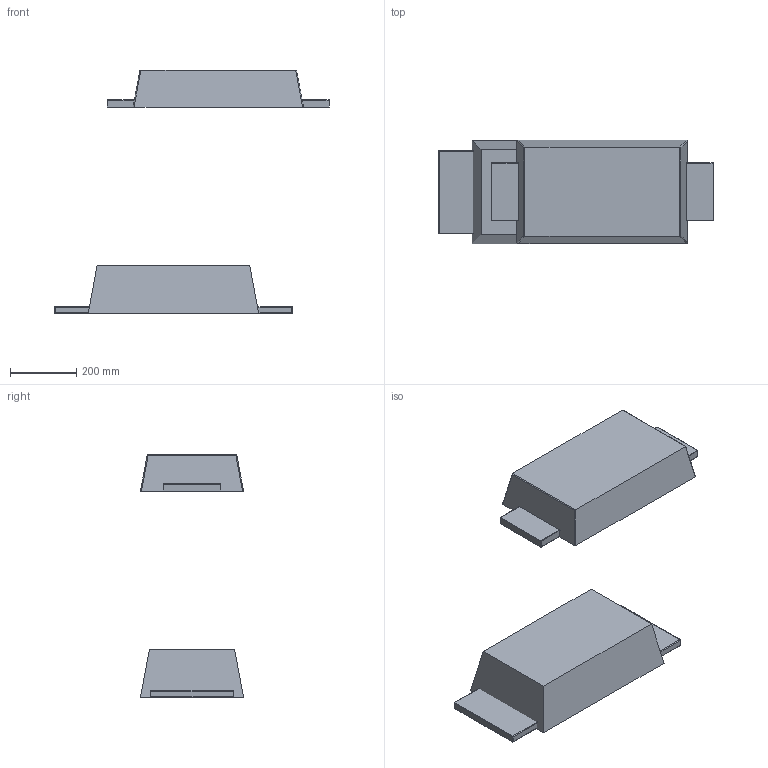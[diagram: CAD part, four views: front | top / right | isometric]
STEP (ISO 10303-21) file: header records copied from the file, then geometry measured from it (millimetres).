
FILE_DESCRIPTION(/* description */ (''),/* implementation_level */ '2;1');
FILE_NAME(/* name */ 'DO-221AC',/* time_stamp */ '2019-10-29T10:29:17+08:00',/* author */ (''),/* organization */ (''),/* preprocessor_version */ 'ST-DEVELOPER v10',/* originating_system */ '',/* authorisation */ '');
FILE_SCHEMA (('CONFIG_CONTROL_DESIGN'));
Length unit declared in the file: centimetre
Products named in the file (1): 1
Bounding box: 830.46 x 311.89 x 735.19 mm (x, y, z)
Volume: 38451534.4 mm3; surface area: 1223414.6 mm2
Topology: 6 solids, 6 shells, 90 faces, 187 edges, 109 vertices
Faces by surface type: bspline 90
Entity records: 2875 total; most frequent: CARTESIAN_POINT 1746, ORIENTED_EDGE 372, EDGE_CURVE 186, VERTEX_POINT 108, ADVANCED_FACE 90, FACE_OUTER_BOUND 90, EDGE_LOOP 90, B_SPLINE_CURVE_WITH_KNOTS 55
